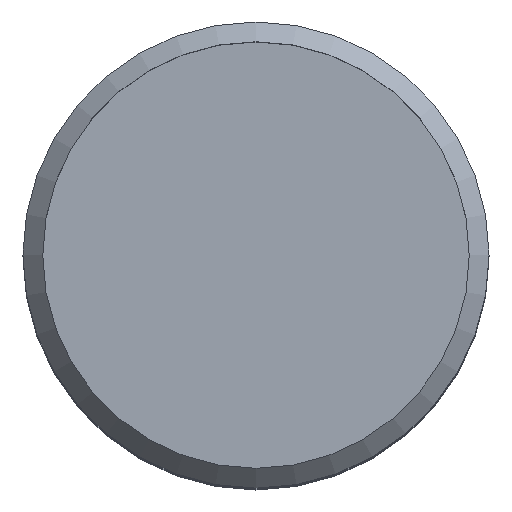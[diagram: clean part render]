
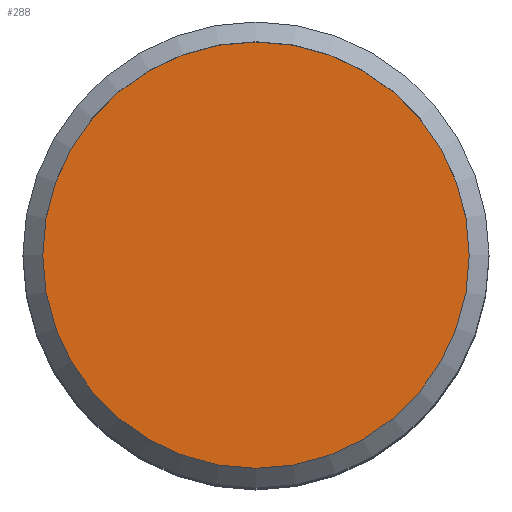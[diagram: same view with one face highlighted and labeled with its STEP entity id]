
A CAD part, top view. The second image highlights one B-rep face of the part: STEP entity #288.
In plain terms, the highlighted planar face has unit normal (0, 0, 1).
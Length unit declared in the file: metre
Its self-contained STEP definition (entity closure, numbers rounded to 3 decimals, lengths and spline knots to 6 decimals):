
#75=ORIENTED_EDGE('',*,*,#100,.T.);
#100=EDGE_CURVE('',#125,#125,#150,.T.);
#125=VERTEX_POINT('',#532);
#150=CIRCLE('',#351,0.032357);
#200=EDGE_LOOP('',(#75));
#250=FACE_BOUND('',#200,.T.);
#262=PLANE('',#352);
#288=ADVANCED_FACE('',(#250),#262,.T.);
#351=AXIS2_PLACEMENT_3D('',#531,#453,#454);
#352=AXIS2_PLACEMENT_3D('',#533,#455,#456);
#453=DIRECTION('',(0.,0.,1.));
#454=DIRECTION('',(1.,0.,0.));
#455=DIRECTION('',(0.,0.,1.));
#456=DIRECTION('',(1.,0.,0.));
#531=CARTESIAN_POINT('',(0.035363,0.,0.1505));
#532=CARTESIAN_POINT('',(0.06772,0.,0.1505));
#533=CARTESIAN_POINT('',(0.035363,0.,0.1505));
